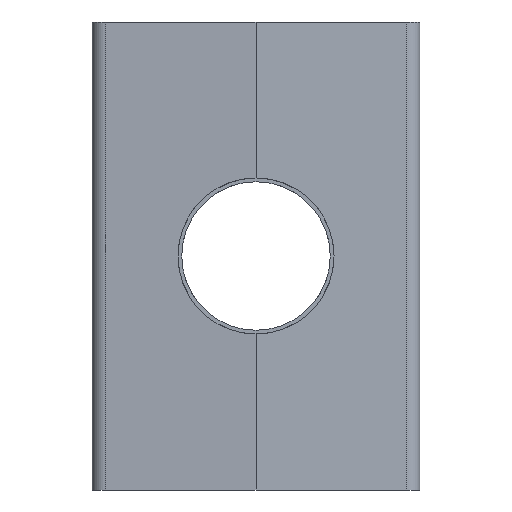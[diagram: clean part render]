
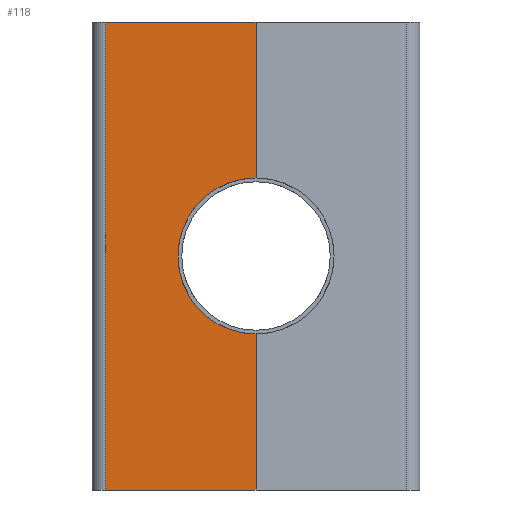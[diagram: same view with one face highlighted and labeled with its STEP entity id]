
A CAD part, front view. The second image highlights one B-rep face of the part: STEP entity #118.
In plain terms, the highlighted planar face has unit normal (-0.044, -0.999, 0).
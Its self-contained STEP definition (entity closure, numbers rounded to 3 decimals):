
#118=ADVANCED_FACE('',(#150),#137,.T.);
#137=PLANE('',#451);
#150=FACE_OUTER_BOUND('',#167,.T.);
#167=EDGE_LOOP('',(#193,#194,#195,#196,#197,#198));
#189=ELLIPSE('',#450,25.024,25.);
#193=ORIENTED_EDGE('',*,*,#327,.T.);
#194=ORIENTED_EDGE('',*,*,#328,.T.);
#195=ORIENTED_EDGE('',*,*,#329,.T.);
#196=ORIENTED_EDGE('',*,*,#330,.F.);
#197=ORIENTED_EDGE('',*,*,#331,.F.);
#198=ORIENTED_EDGE('',*,*,#332,.T.);
#293=VERTEX_POINT('',#589);
#294=VERTEX_POINT('',#590);
#295=VERTEX_POINT('',#592);
#296=VERTEX_POINT('',#594);
#297=VERTEX_POINT('',#596);
#298=VERTEX_POINT('',#598);
#327=EDGE_CURVE('',#293,#294,#377,.T.);
#328=EDGE_CURVE('',#294,#295,#189,.T.);
#329=EDGE_CURVE('',#295,#296,#378,.T.);
#330=EDGE_CURVE('',#297,#296,#379,.T.);
#331=EDGE_CURVE('',#298,#297,#380,.T.);
#332=EDGE_CURVE('',#298,#293,#381,.T.);
#377=LINE('',#588,#413);
#378=LINE('',#593,#414);
#379=LINE('',#595,#415);
#380=LINE('',#597,#416);
#381=LINE('',#599,#417);
#413=VECTOR('',#485,1.);
#414=VECTOR('',#488,1.);
#415=VECTOR('',#489,1.);
#416=VECTOR('',#490,1.);
#417=VECTOR('',#491,1.);
#450=AXIS2_PLACEMENT_3D('',#591,#486,#487);
#451=AXIS2_PLACEMENT_3D('',#600,#492,#493);
#485=DIRECTION('',(0.,0.,1.));
#486=DIRECTION('',(0.044,0.999,0.));
#487=DIRECTION('',(-0.999,0.044,0.));
#488=DIRECTION('',(0.,0.,1.));
#489=DIRECTION('',(0.999,-0.044,0.));
#490=DIRECTION('',(0.,0.,1.));
#491=DIRECTION('',(0.999,-0.044,0.));
#492=DIRECTION('',(-0.044,-0.999,0.));
#493=DIRECTION('',(0.999,-0.044,0.));
#588=CARTESIAN_POINT('',(113044.575,-100498.124,-150.));
#589=CARTESIAN_POINT('',(113044.575,-100498.124,-150.));
#590=CARTESIAN_POINT('',(113044.575,-100498.124,-100.));
#591=CARTESIAN_POINT('',(113044.575,-100498.124,-75.));
#592=CARTESIAN_POINT('',(113044.575,-100498.124,-50.));
#593=CARTESIAN_POINT('',(113044.575,-100498.124,-150.));
#594=CARTESIAN_POINT('',(113044.575,-100498.124,0.));
#595=CARTESIAN_POINT('',(112996.379,-100496.02,0.));
#596=CARTESIAN_POINT('',(112996.379,-100496.02,0.));
#597=CARTESIAN_POINT('',(112996.379,-100496.02,-150.));
#598=CARTESIAN_POINT('',(112996.379,-100496.02,-150.));
#599=CARTESIAN_POINT('',(112996.379,-100496.02,-150.));
#600=CARTESIAN_POINT('',(112996.379,-100496.02,-150.));
